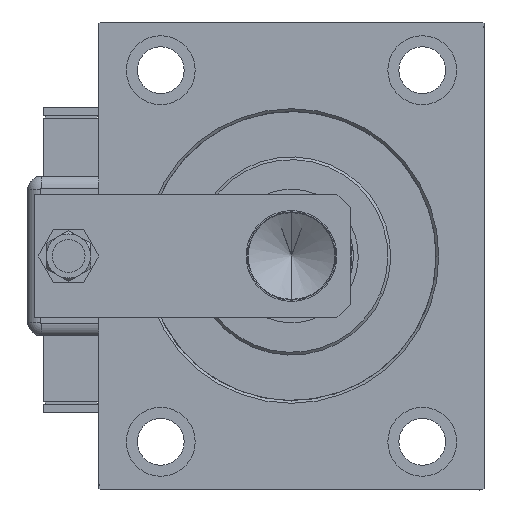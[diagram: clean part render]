
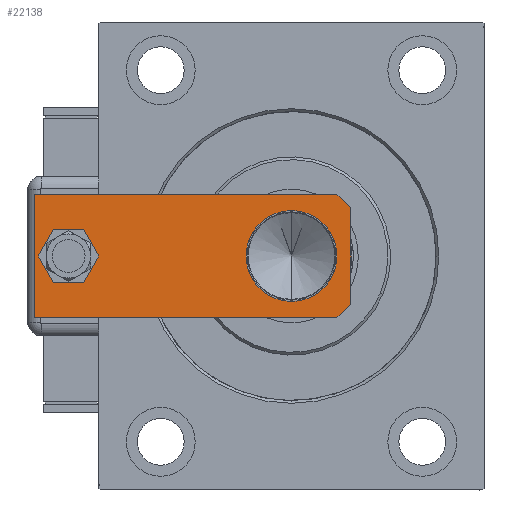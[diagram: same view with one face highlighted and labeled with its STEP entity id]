
A CAD part, left-side view. The second image highlights one B-rep face of the part: STEP entity #22138.
In plain terms, the highlighted face is planar.
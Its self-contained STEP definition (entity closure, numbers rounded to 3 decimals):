
#379 = ORIENTED_EDGE ( 'NONE', *, *, #27699, .T. ) ;
#639 = ORIENTED_EDGE ( 'NONE', *, *, #14540, .F. ) ;
#1088 = VERTEX_POINT ( 'NONE', #44923 ) ;
#1593 = ORIENTED_EDGE ( 'NONE', *, *, #14153, .T. ) ;
#2054 = DIRECTION ( 'NONE',  ( 1., 0., 0. ) ) ;
#2318 = CARTESIAN_POINT ( 'NONE',  ( 22.5, 5., 0. ) ) ;
#2542 = EDGE_CURVE ( 'NONE', #21380, #42862, #30055, .T. ) ;
#2579 = EDGE_LOOP ( 'NONE', ( #42741, #26426 ) ) ;
#3610 = FACE_BOUND ( 'NONE', #42597, .T. ) ;
#4190 = FACE_OUTER_BOUND ( 'NONE', #4814, .T. ) ;
#4814 = EDGE_LOOP ( 'NONE', ( #24258, #26485, #639, #49869, #18906, #379 ) ) ;
#8197 = CARTESIAN_POINT ( 'NONE',  ( 0., 102.5, 0. ) ) ;
#8515 = LINE ( 'NONE', #13099, #13666 ) ;
#12161 = CARTESIAN_POINT ( 'NONE',  ( 0., 0., 0. ) ) ;
#12211 = CARTESIAN_POINT ( 'NONE',  ( -16.5, 21.5, 0. ) ) ;
#12270 = CIRCLE ( 'NONE', #31712, 7. ) ;
#12616 = EDGE_CURVE ( 'NONE', #27025, #1088, #40500, .T. ) ;
#12771 = FACE_BOUND ( 'NONE', #2579, .T. ) ;
#13014 = DIRECTION ( 'NONE',  ( 0., 0., 1. ) ) ;
#13099 = CARTESIAN_POINT ( 'NONE',  ( 22.5, 0., 0. ) ) ;
#13344 = AXIS2_PLACEMENT_3D ( 'NONE', #47642, #34525, #41387 ) ;
#13425 = CARTESIAN_POINT ( 'NONE',  ( -22.5, 115., 0. ) ) ;
#13666 = VECTOR ( 'NONE', #31379, 1000. ) ;
#13987 = VECTOR ( 'NONE', #49212, 1000. ) ;
#14153 = EDGE_CURVE ( 'NONE', #18440, #19094, #47385, .T. ) ;
#14540 = EDGE_CURVE ( 'NONE', #33578, #42862, #55150, .T. ) ;
#17522 = CARTESIAN_POINT ( 'NONE',  ( -7., 102.5, 0. ) ) ;
#18093 = VERTEX_POINT ( 'NONE', #29959 ) ;
#18407 = VECTOR ( 'NONE', #35346, 1000. ) ;
#18440 = VERTEX_POINT ( 'NONE', #54235 ) ;
#18906 = ORIENTED_EDGE ( 'NONE', *, *, #54474, .F. ) ;
#19094 = VERTEX_POINT ( 'NONE', #17522 ) ;
#20102 = EDGE_CURVE ( 'NONE', #21380, #18093, #58509, .T. ) ;
#21380 = VERTEX_POINT ( 'NONE', #53220 ) ;
#22138 = ADVANCED_FACE ( 'NONE', ( #4190, #3610, #12771 ), #36197, .F. ) ;
#24258 = ORIENTED_EDGE ( 'NONE', *, *, #20102, .F. ) ;
#25365 = EDGE_CURVE ( 'NONE', #53314, #33578, #46623, .T. ) ;
#25767 = CARTESIAN_POINT ( 'NONE',  ( -17.5, 0., 0. ) ) ;
#26199 = DIRECTION ( 'NONE',  ( 1., 0., 0. ) ) ;
#26381 = LINE ( 'NONE', #2318, #30366 ) ;
#26426 = ORIENTED_EDGE ( 'NONE', *, *, #49453, .T. ) ;
#26485 = ORIENTED_EDGE ( 'NONE', *, *, #2542, .T. ) ;
#26912 = AXIS2_PLACEMENT_3D ( 'NONE', #35237, #13014, #31592 ) ;
#27025 = VERTEX_POINT ( 'NONE', #12211 ) ;
#27699 = EDGE_CURVE ( 'NONE', #51297, #18093, #26381, .T. ) ;
#28672 = CARTESIAN_POINT ( 'NONE',  ( -22.5, 5., 0. ) ) ;
#28885 = CARTESIAN_POINT ( 'NONE',  ( 0., 21.5, 0. ) ) ;
#29929 = CIRCLE ( 'NONE', #53279, 16.5 ) ;
#29959 = CARTESIAN_POINT ( 'NONE',  ( 17.5, 0., 0. ) ) ;
#30055 = LINE ( 'NONE', #25767, #13987 ) ;
#30366 = VECTOR ( 'NONE', #30645, 1000. ) ;
#30645 = DIRECTION ( 'NONE',  ( -0.707, -0.707, 0. ) ) ;
#31379 = DIRECTION ( 'NONE',  ( 0., 1., 0. ) ) ;
#31592 = DIRECTION ( 'NONE',  ( 1., 0., 0. ) ) ;
#31712 = AXIS2_PLACEMENT_3D ( 'NONE', #8197, #54226, #26199 ) ;
#33578 = VERTEX_POINT ( 'NONE', #54439 ) ;
#34525 = DIRECTION ( 'NONE',  ( 0., 0., 1. ) ) ;
#35237 = CARTESIAN_POINT ( 'NONE',  ( 0., 21.5, 0. ) ) ;
#35346 = DIRECTION ( 'NONE',  ( 1., 0., 0. ) ) ;
#35957 = DIRECTION ( 'NONE',  ( 0., -1., 0. ) ) ;
#36022 = AXIS2_PLACEMENT_3D ( 'NONE', #12161, #40466, #44733 ) ;
#36197 = PLANE ( 'NONE',  #36022 ) ;
#40466 = DIRECTION ( 'NONE',  ( 0., 0., 1. ) ) ;
#40500 = CIRCLE ( 'NONE', #26912, 16.5 ) ;
#40712 = EDGE_CURVE ( 'NONE', #19094, #18440, #12270, .T. ) ;
#41387 = DIRECTION ( 'NONE',  ( 1., 0., 0. ) ) ;
#42597 = EDGE_LOOP ( 'NONE', ( #58117, #1593 ) ) ;
#42741 = ORIENTED_EDGE ( 'NONE', *, *, #12616, .T. ) ;
#42862 = VERTEX_POINT ( 'NONE', #28672 ) ;
#44448 = VECTOR ( 'NONE', #35957, 1000. ) ;
#44733 = DIRECTION ( 'NONE',  ( 1., 0., 0. ) ) ;
#44923 = CARTESIAN_POINT ( 'NONE',  ( 16.5, 21.5, 0. ) ) ;
#45142 = CARTESIAN_POINT ( 'NONE',  ( 22.5, 5., 0. ) ) ;
#46623 = LINE ( 'NONE', #50605, #46781 ) ;
#46781 = VECTOR ( 'NONE', #59454, 1000. ) ;
#47385 = CIRCLE ( 'NONE', #13344, 7. ) ;
#47642 = CARTESIAN_POINT ( 'NONE',  ( 0., 102.5, 0. ) ) ;
#48106 = CARTESIAN_POINT ( 'NONE',  ( 22.5, 115., 0. ) ) ;
#48653 = DIRECTION ( 'NONE',  ( 0., 0., 1. ) ) ;
#49212 = DIRECTION ( 'NONE',  ( -0.707, 0.707, 0. ) ) ;
#49453 = EDGE_CURVE ( 'NONE', #1088, #27025, #29929, .T. ) ;
#49869 = ORIENTED_EDGE ( 'NONE', *, *, #25365, .F. ) ;
#50605 = CARTESIAN_POINT ( 'NONE',  ( 22.5, 115., 0. ) ) ;
#51297 = VERTEX_POINT ( 'NONE', #45142 ) ;
#53220 = CARTESIAN_POINT ( 'NONE',  ( -17.5, 0., 0. ) ) ;
#53279 = AXIS2_PLACEMENT_3D ( 'NONE', #28885, #48653, #2054 ) ;
#53314 = VERTEX_POINT ( 'NONE', #48106 ) ;
#54226 = DIRECTION ( 'NONE',  ( 0., 0., 1. ) ) ;
#54235 = CARTESIAN_POINT ( 'NONE',  ( 7., 102.5, 0. ) ) ;
#54439 = CARTESIAN_POINT ( 'NONE',  ( -22.5, 115., 0. ) ) ;
#54474 = EDGE_CURVE ( 'NONE', #51297, #53314, #8515, .T. ) ;
#54848 = CARTESIAN_POINT ( 'NONE',  ( -22.5, 0., 0. ) ) ;
#55150 = LINE ( 'NONE', #13425, #44448 ) ;
#58117 = ORIENTED_EDGE ( 'NONE', *, *, #40712, .T. ) ;
#58509 = LINE ( 'NONE', #54848, #18407 ) ;
#59454 = DIRECTION ( 'NONE',  ( -1., 0., 0. ) ) ;
